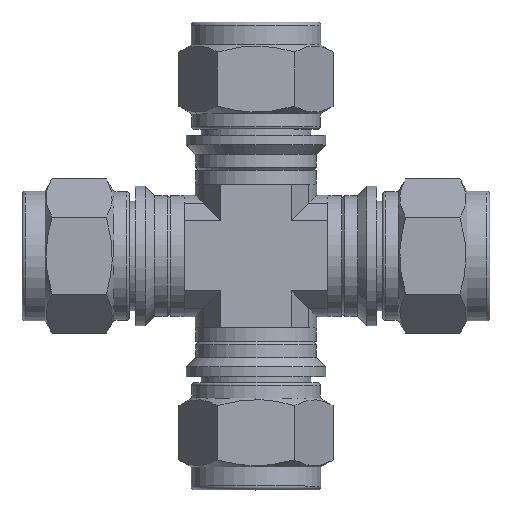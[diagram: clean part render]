
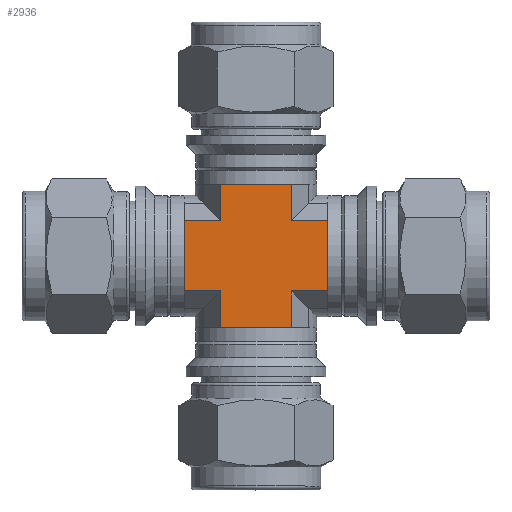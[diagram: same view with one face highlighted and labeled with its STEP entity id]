
A CAD part, top view. The second image highlights one B-rep face of the part: STEP entity #2936.
In plain terms, the highlighted planar face has unit normal (0, 0, 1).
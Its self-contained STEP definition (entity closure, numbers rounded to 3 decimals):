
#522=FACE_OUTER_BOUND('',#734,.T.);
#734=EDGE_LOOP('',(#2637,#2638,#2639,#2640,#2641,#2642,#2643,#2644,#2645,
#2646,#2647,#2648));
#872=LINE('',#5098,#1056);
#874=LINE('',#5103,#1058);
#882=LINE('',#5124,#1066);
#888=LINE('',#5141,#1072);
#889=LINE('',#5143,#1073);
#896=LINE('',#5159,#1080);
#908=LINE('',#5185,#1092);
#914=LINE('',#5200,#1098);
#915=LINE('',#5203,#1099);
#919=LINE('',#5221,#1103);
#920=LINE('',#5222,#1104);
#921=LINE('',#5223,#1105);
#1056=VECTOR('',#4126,10.);
#1058=VECTOR('',#4130,10.);
#1066=VECTOR('',#4148,10.);
#1072=VECTOR('',#4164,10.);
#1073=VECTOR('',#4167,10.);
#1080=VECTOR('',#4184,10.);
#1092=VECTOR('',#4208,10.);
#1098=VECTOR('',#4224,10.);
#1099=VECTOR('',#4227,10.);
#1103=VECTOR('',#4249,10.);
#1104=VECTOR('',#4250,10.);
#1105=VECTOR('',#4251,10.);
#1381=VERTEX_POINT('',#5094);
#1382=VERTEX_POINT('',#5096);
#1383=VERTEX_POINT('',#5100);
#1384=VERTEX_POINT('',#5102);
#1391=VERTEX_POINT('',#5121);
#1392=VERTEX_POINT('',#5123);
#1396=VERTEX_POINT('',#5135);
#1398=VERTEX_POINT('',#5139);
#1410=VERTEX_POINT('',#5184);
#1414=VERTEX_POINT('',#5198);
#1415=VERTEX_POINT('',#5202);
#1420=VERTEX_POINT('',#5220);
#1774=EDGE_CURVE('',#1382,#1381,#872,.T.);
#1776=EDGE_CURVE('',#1383,#1384,#874,.T.);
#1786=EDGE_CURVE('',#1392,#1391,#882,.T.);
#1794=EDGE_CURVE('',#1396,#1398,#888,.T.);
#1795=EDGE_CURVE('',#1392,#1382,#889,.T.);
#1804=EDGE_CURVE('',#1384,#1398,#896,.T.);
#1817=EDGE_CURVE('',#1396,#1410,#908,.T.);
#1825=EDGE_CURVE('',#1391,#1414,#914,.T.);
#1826=EDGE_CURVE('',#1415,#1381,#915,.T.);
#1834=EDGE_CURVE('',#1420,#1383,#919,.T.);
#1835=EDGE_CURVE('',#1415,#1420,#920,.T.);
#1836=EDGE_CURVE('',#1410,#1414,#921,.T.);
#2637=ORIENTED_EDGE('',*,*,#1834,.F.);
#2638=ORIENTED_EDGE('',*,*,#1835,.F.);
#2639=ORIENTED_EDGE('',*,*,#1826,.T.);
#2640=ORIENTED_EDGE('',*,*,#1774,.F.);
#2641=ORIENTED_EDGE('',*,*,#1795,.F.);
#2642=ORIENTED_EDGE('',*,*,#1786,.T.);
#2643=ORIENTED_EDGE('',*,*,#1825,.T.);
#2644=ORIENTED_EDGE('',*,*,#1836,.F.);
#2645=ORIENTED_EDGE('',*,*,#1817,.F.);
#2646=ORIENTED_EDGE('',*,*,#1794,.T.);
#2647=ORIENTED_EDGE('',*,*,#1804,.F.);
#2648=ORIENTED_EDGE('',*,*,#1776,.F.);
#2751=PLANE('',#3329);
#2936=ADVANCED_FACE('',(#522),#2751,.T.);
#3329=AXIS2_PLACEMENT_3D('',#5219,#4247,#4248);
#4126=DIRECTION('',(0.,-1.,0.));
#4130=DIRECTION('',(0.,-1.,0.));
#4148=DIRECTION('',(0.,-1.,0.));
#4164=DIRECTION('',(0.,-1.,0.));
#4167=DIRECTION('',(1.,0.,0.));
#4184=DIRECTION('',(-1.,0.,0.));
#4208=DIRECTION('',(-1.,0.,0.));
#4224=DIRECTION('',(-1.,0.,0.));
#4227=DIRECTION('',(-1.,0.,0.));
#4247=DIRECTION('center_axis',(0.,0.,1.));
#4248=DIRECTION('ref_axis',(0.,1.,0.));
#4249=DIRECTION('',(-1.,0.,0.));
#4250=DIRECTION('',(0.,-1.,0.));
#4251=DIRECTION('',(0.,1.,0.));
#5094=CARTESIAN_POINT('',(4.584,4.584,7.94));
#5096=CARTESIAN_POINT('',(4.584,9.4,7.94));
#5098=CARTESIAN_POINT('',(4.584,0.,7.94));
#5100=CARTESIAN_POINT('',(4.584,-4.584,7.94));
#5102=CARTESIAN_POINT('',(4.584,-9.4,7.94));
#5103=CARTESIAN_POINT('',(4.584,0.,7.94));
#5121=CARTESIAN_POINT('',(-4.584,4.584,7.94));
#5123=CARTESIAN_POINT('',(-4.584,9.4,7.94));
#5124=CARTESIAN_POINT('',(-4.584,0.,7.94));
#5135=CARTESIAN_POINT('',(-4.584,-4.584,7.94));
#5139=CARTESIAN_POINT('',(-4.584,-9.4,7.94));
#5141=CARTESIAN_POINT('',(-4.584,0.,7.94));
#5143=CARTESIAN_POINT('',(4.584,9.4,7.94));
#5159=CARTESIAN_POINT('',(4.584,-9.4,7.94));
#5184=CARTESIAN_POINT('',(-9.4,-4.584,7.94));
#5185=CARTESIAN_POINT('',(0.,-4.584,7.94));
#5198=CARTESIAN_POINT('',(-9.4,4.584,7.94));
#5200=CARTESIAN_POINT('',(0.,4.584,7.94));
#5202=CARTESIAN_POINT('',(9.4,4.584,7.94));
#5203=CARTESIAN_POINT('',(0.,4.584,7.94));
#5219=CARTESIAN_POINT('Origin',(0.,-4.584,
7.94));
#5220=CARTESIAN_POINT('',(9.4,-4.584,7.94));
#5221=CARTESIAN_POINT('',(0.,-4.584,7.94));
#5222=CARTESIAN_POINT('',(9.4,-4.584,7.94));
#5223=CARTESIAN_POINT('',(-9.4,-4.584,7.94));
